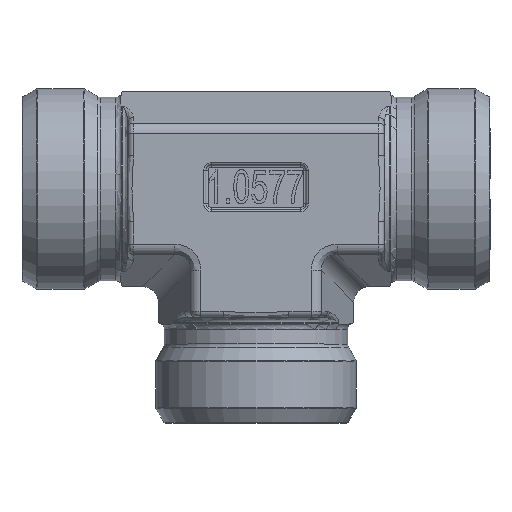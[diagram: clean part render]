
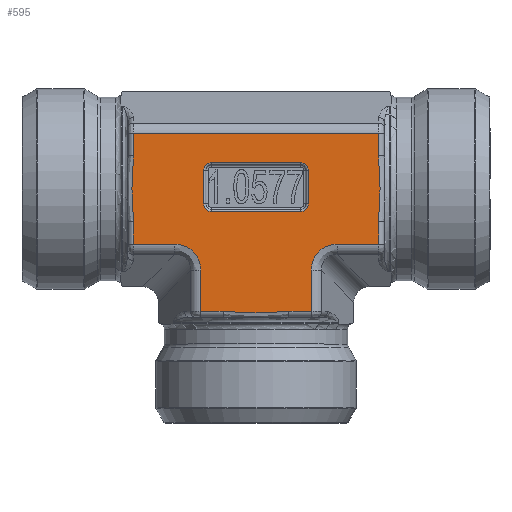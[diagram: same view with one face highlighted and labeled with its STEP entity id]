
A CAD part, top view. The second image highlights one B-rep face of the part: STEP entity #595.
In plain terms, the highlighted planar face has unit normal (0, 0, 1).
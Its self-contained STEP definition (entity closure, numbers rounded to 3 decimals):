
#289=ELLIPSE('',#5409,5.623,5.);
#290=ELLIPSE('',#5410,5.623,5.);
#595=ADVANCED_FACE('',(#1784,#1785),#921,.T.);
#921=PLANE('',#5411);
#1083=LINE('',#7611,#1330);
#1084=LINE('',#7616,#1331);
#1085=LINE('',#7620,#1332);
#1086=LINE('',#7624,#1333);
#1087=LINE('',#7627,#1334);
#1088=LINE('',#7630,#1335);
#1089=LINE('',#7639,#1336);
#1090=LINE('',#7641,#1337);
#1091=LINE('',#7645,#1338);
#1092=LINE('',#7647,#1339);
#1093=LINE('',#7656,#1340);
#1094=LINE('',#7658,#1341);
#1095=LINE('',#7660,#1342);
#1096=LINE('',#7669,#1343);
#1097=LINE('',#7671,#1344);
#1330=VECTOR('',#5998,1.);
#1331=VECTOR('',#6001,1.);
#1332=VECTOR('',#6004,1.);
#1333=VECTOR('',#6007,1.);
#1334=VECTOR('',#6010,1.);
#1335=VECTOR('',#6011,1.);
#1336=VECTOR('',#6012,1.);
#1337=VECTOR('',#6013,1.);
#1338=VECTOR('',#6016,1.);
#1339=VECTOR('',#6017,1.);
#1340=VECTOR('',#6018,1.);
#1341=VECTOR('',#6019,1.);
#1342=VECTOR('',#6020,1.);
#1343=VECTOR('',#6021,1.);
#1344=VECTOR('',#6022,1.);
#1579=CIRCLE('',#5405,1.4);
#1580=CIRCLE('',#5406,1.4);
#1581=CIRCLE('',#5407,1.4);
#1582=CIRCLE('',#5408,1.4);
#1784=FACE_BOUND('',#1909,.T.);
#1785=FACE_BOUND('',#1910,.T.);
#1909=EDGE_LOOP('',(#2377,#2378,#2379,#2380,#2381,#2382,#2383,#2384));
#1910=EDGE_LOOP('',(#2385,#2386,#2387,#2388,#2389,#2390,#2391,#2392,#2393,
#2394,#2395,#2396,#2397,#2398,#2399,#2400));
#2377=ORIENTED_EDGE('',*,*,#4408,.T.);
#2378=ORIENTED_EDGE('',*,*,#4409,.T.);
#2379=ORIENTED_EDGE('',*,*,#4410,.T.);
#2380=ORIENTED_EDGE('',*,*,#4411,.T.);
#2381=ORIENTED_EDGE('',*,*,#4412,.T.);
#2382=ORIENTED_EDGE('',*,*,#4413,.T.);
#2383=ORIENTED_EDGE('',*,*,#4414,.T.);
#2384=ORIENTED_EDGE('',*,*,#4415,.T.);
#2385=ORIENTED_EDGE('',*,*,#4416,.T.);
#2386=ORIENTED_EDGE('',*,*,#4417,.T.);
#2387=ORIENTED_EDGE('',*,*,#4418,.T.);
#2388=ORIENTED_EDGE('',*,*,#4419,.T.);
#2389=ORIENTED_EDGE('',*,*,#4420,.T.);
#2390=ORIENTED_EDGE('',*,*,#4421,.F.);
#2391=ORIENTED_EDGE('',*,*,#4422,.F.);
#2392=ORIENTED_EDGE('',*,*,#4423,.T.);
#2393=ORIENTED_EDGE('',*,*,#4424,.T.);
#2394=ORIENTED_EDGE('',*,*,#4425,.T.);
#2395=ORIENTED_EDGE('',*,*,#4426,.T.);
#2396=ORIENTED_EDGE('',*,*,#4427,.T.);
#2397=ORIENTED_EDGE('',*,*,#4428,.T.);
#2398=ORIENTED_EDGE('',*,*,#4429,.T.);
#2399=ORIENTED_EDGE('',*,*,#4430,.T.);
#2400=ORIENTED_EDGE('',*,*,#4431,.T.);
#3907=VERTEX_POINT('',#7612);
#3908=VERTEX_POINT('',#7613);
#3909=VERTEX_POINT('',#7615);
#3910=VERTEX_POINT('',#7617);
#3911=VERTEX_POINT('',#7619);
#3912=VERTEX_POINT('',#7621);
#3913=VERTEX_POINT('',#7623);
#3914=VERTEX_POINT('',#7625);
#3915=VERTEX_POINT('',#7628);
#3916=VERTEX_POINT('',#7629);
#3917=VERTEX_POINT('',#7631);
#3918=VERTEX_POINT('',#7638);
#3919=VERTEX_POINT('',#7640);
#3920=VERTEX_POINT('',#7642);
#3921=VERTEX_POINT('',#7644);
#3922=VERTEX_POINT('',#7646);
#3923=VERTEX_POINT('',#7648);
#3924=VERTEX_POINT('',#7655);
#3925=VERTEX_POINT('',#7657);
#3926=VERTEX_POINT('',#7659);
#3927=VERTEX_POINT('',#7661);
#3928=VERTEX_POINT('',#7668);
#3929=VERTEX_POINT('',#7670);
#3930=VERTEX_POINT('',#7672);
#4408=EDGE_CURVE('',#3907,#3908,#1083,.T.);
#4409=EDGE_CURVE('',#3908,#3909,#1579,.T.);
#4410=EDGE_CURVE('',#3909,#3910,#1084,.T.);
#4411=EDGE_CURVE('',#3910,#3911,#1580,.T.);
#4412=EDGE_CURVE('',#3911,#3912,#1085,.T.);
#4413=EDGE_CURVE('',#3912,#3913,#1581,.T.);
#4414=EDGE_CURVE('',#3913,#3914,#1086,.T.);
#4415=EDGE_CURVE('',#3914,#3907,#1582,.T.);
#4416=EDGE_CURVE('',#3915,#3916,#1087,.T.);
#4417=EDGE_CURVE('',#3916,#3917,#1088,.T.);
#4418=EDGE_CURVE('',#3917,#3918,#5118,.T.);
#4419=EDGE_CURVE('',#3918,#3919,#1089,.T.);
#4420=EDGE_CURVE('',#3919,#3920,#1090,.T.);
#4421=EDGE_CURVE('',#3921,#3920,#289,.T.);
#4422=EDGE_CURVE('',#3922,#3921,#1091,.T.);
#4423=EDGE_CURVE('',#3922,#3923,#1092,.T.);
#4424=EDGE_CURVE('',#3923,#3924,#5119,.T.);
#4425=EDGE_CURVE('',#3924,#3925,#1093,.T.);
#4426=EDGE_CURVE('',#3925,#3926,#1094,.T.);
#4427=EDGE_CURVE('',#3926,#3927,#1095,.T.);
#4428=EDGE_CURVE('',#3927,#3928,#5120,.T.);
#4429=EDGE_CURVE('',#3928,#3929,#1096,.T.);
#4430=EDGE_CURVE('',#3929,#3930,#1097,.T.);
#4431=EDGE_CURVE('',#3930,#3915,#290,.T.);
#5118=B_SPLINE_CURVE_WITH_KNOTS('',3,(#7632,#7633,#7634,#7635,#7636,#7637),
 .UNSPECIFIED.,.F.,.F.,(4,2,4),(0.,0.5,1.),.UNSPECIFIED.);
#5119=B_SPLINE_CURVE_WITH_KNOTS('',3,(#7649,#7650,#7651,#7652,#7653,#7654),
 .UNSPECIFIED.,.F.,.F.,(4,2,4),(0.,0.5,1.),.UNSPECIFIED.);
#5120=B_SPLINE_CURVE_WITH_KNOTS('',3,(#7662,#7663,#7664,#7665,#7666,#7667),
 .UNSPECIFIED.,.F.,.F.,(4,2,4),(0.,0.5,1.),.UNSPECIFIED.);
#5405=AXIS2_PLACEMENT_3D('',#7614,#5999,#6000);
#5406=AXIS2_PLACEMENT_3D('',#7618,#6002,#6003);
#5407=AXIS2_PLACEMENT_3D('',#7622,#6005,#6006);
#5408=AXIS2_PLACEMENT_3D('',#7626,#6008,#6009);
#5409=AXIS2_PLACEMENT_3D('',#7643,#6014,#6015);
#5410=AXIS2_PLACEMENT_3D('',#7673,#6023,#6024);
#5411=AXIS2_PLACEMENT_3D('',#7674,#6025,#6026);
#5998=DIRECTION('',(1.,0.,0.));
#5999=DIRECTION('',(0.,0.,-1.));
#6000=DIRECTION('',(0.,-1.,0.));
#6001=DIRECTION('',(0.,-1.,0.));
#6002=DIRECTION('',(0.,0.,-1.));
#6003=DIRECTION('',(0.,-1.,0.));
#6004=DIRECTION('',(-1.,0.,0.));
#6005=DIRECTION('',(0.,0.,-1.));
#6006=DIRECTION('',(0.,-1.,0.));
#6007=DIRECTION('',(0.,1.,0.));
#6008=DIRECTION('',(0.,0.,-1.));
#6009=DIRECTION('',(0.,-1.,0.));
#6010=DIRECTION('',(0.,-1.,0.));
#6011=DIRECTION('',(1.,0.,0.));
#6012=DIRECTION('',(1.,0.,0.));
#6013=DIRECTION('',(0.,1.,0.));
#6014=DIRECTION('',(0.,0.,1.));
#6015=DIRECTION('',(0.707,-0.707,0.));
#6016=DIRECTION('',(-1.,0.,0.));
#6017=DIRECTION('',(0.,1.,0.));
#6018=DIRECTION('',(0.,1.,0.));
#6019=DIRECTION('',(-1.,0.,0.));
#6020=DIRECTION('',(0.,-1.,0.));
#6021=DIRECTION('',(0.,-1.,0.));
#6022=DIRECTION('',(1.,0.,0.));
#6023=DIRECTION('',(0.,0.,-1.));
#6024=DIRECTION('',(-0.707,-0.707,0.));
#6025=DIRECTION('',(0.,0.,1.));
#6026=DIRECTION('',(0.,-1.,0.));
#7611=CARTESIAN_POINT('',(8.987,4.713,18.));
#7612=CARTESIAN_POINT('',(-8.013,4.713,18.));
#7613=CARTESIAN_POINT('',(7.987,4.713,18.));
#7614=CARTESIAN_POINT('',(7.987,3.313,18.));
#7615=CARTESIAN_POINT('',(9.387,3.313,18.));
#7616=CARTESIAN_POINT('',(9.387,-3.687,18.));
#7617=CARTESIAN_POINT('',(9.387,-2.687,18.));
#7618=CARTESIAN_POINT('',(7.987,-2.687,18.));
#7619=CARTESIAN_POINT('',(7.987,-4.087,18.));
#7620=CARTESIAN_POINT('',(-9.013,-4.087,18.));
#7621=CARTESIAN_POINT('',(-8.013,-4.087,18.));
#7622=CARTESIAN_POINT('',(-8.013,-2.687,18.));
#7623=CARTESIAN_POINT('',(-9.413,-2.687,18.));
#7624=CARTESIAN_POINT('',(-9.413,4.313,18.));
#7625=CARTESIAN_POINT('',(-9.413,3.313,18.));
#7626=CARTESIAN_POINT('',(-8.013,3.313,18.));
#7627=CARTESIAN_POINT('',(-9.912,11.313,18.));
#7628=CARTESIAN_POINT('',(-9.912,-14.611,18.));
#7629=CARTESIAN_POINT('',(-9.912,-22.,18.));
#7630=CARTESIAN_POINT('',(0.,-22.,18.));
#7631=CARTESIAN_POINT('',(-5.916,-22.,18.));
#7632=CARTESIAN_POINT('',(-5.916,-22.,18.));
#7633=CARTESIAN_POINT('',(-3.937,-22.,18.));
#7634=CARTESIAN_POINT('',(-1.969,-22.268,18.));
#7635=CARTESIAN_POINT('',(1.974,-22.268,18.));
#7636=CARTESIAN_POINT('',(3.94,-22.,18.));
#7637=CARTESIAN_POINT('',(5.916,-22.,18.));
#7638=CARTESIAN_POINT('',(5.916,-22.,18.));
#7639=CARTESIAN_POINT('',(9.912,-22.,18.));
#7640=CARTESIAN_POINT('',(9.912,-22.,18.));
#7641=CARTESIAN_POINT('',(9.912,11.313,18.));
#7642=CARTESIAN_POINT('',(9.912,-14.611,18.));
#7643=CARTESIAN_POINT('',(15.233,-15.233,18.));
#7644=CARTESIAN_POINT('',(14.611,-9.912,18.));
#7645=CARTESIAN_POINT('',(5.844,-9.912,18.));
#7646=CARTESIAN_POINT('',(22.,-9.912,18.));
#7647=CARTESIAN_POINT('',(22.,11.313,18.));
#7648=CARTESIAN_POINT('',(22.,-5.916,18.));
#7649=CARTESIAN_POINT('',(22.,-5.916,18.));
#7650=CARTESIAN_POINT('',(22.,-3.94,18.));
#7651=CARTESIAN_POINT('',(22.268,-1.974,18.));
#7652=CARTESIAN_POINT('',(22.268,1.969,18.));
#7653=CARTESIAN_POINT('',(22.,3.937,18.));
#7654=CARTESIAN_POINT('',(22.,5.916,18.));
#7655=CARTESIAN_POINT('',(22.,5.916,18.));
#7656=CARTESIAN_POINT('',(22.,11.313,18.));
#7657=CARTESIAN_POINT('',(22.,9.912,18.));
#7658=CARTESIAN_POINT('',(5.844,9.912,18.));
#7659=CARTESIAN_POINT('',(-22.,9.912,18.));
#7660=CARTESIAN_POINT('',(-22.,11.313,18.));
#7661=CARTESIAN_POINT('',(-22.,5.916,18.));
#7662=CARTESIAN_POINT('',(-22.,5.916,18.));
#7663=CARTESIAN_POINT('',(-22.,3.94,18.));
#7664=CARTESIAN_POINT('',(-22.268,1.974,18.));
#7665=CARTESIAN_POINT('',(-22.268,-1.969,18.));
#7666=CARTESIAN_POINT('',(-22.,-3.937,18.));
#7667=CARTESIAN_POINT('',(-22.,-5.916,18.));
#7668=CARTESIAN_POINT('',(-22.,-5.916,18.));
#7669=CARTESIAN_POINT('',(-22.,11.313,18.));
#7670=CARTESIAN_POINT('',(-22.,-9.912,18.));
#7671=CARTESIAN_POINT('',(-11.313,-9.912,18.));
#7672=CARTESIAN_POINT('',(-14.611,-9.912,18.));
#7673=CARTESIAN_POINT('',(-15.233,-15.233,18.));
#7674=CARTESIAN_POINT('',(5.844,11.313,18.));
